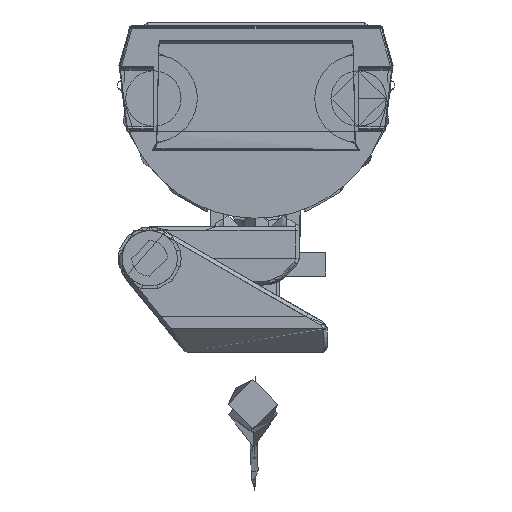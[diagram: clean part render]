
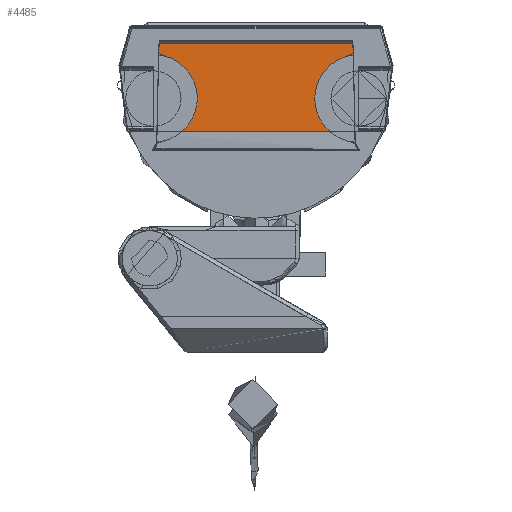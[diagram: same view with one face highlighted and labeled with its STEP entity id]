
A CAD part, left-side view. The second image highlights one B-rep face of the part: STEP entity #4485.
In plain terms, the highlighted planar face has unit normal (-1, 0, 0).
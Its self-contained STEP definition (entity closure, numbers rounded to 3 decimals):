
#2032=B_SPLINE_CURVE_WITH_KNOTS('',1,(#47212,#47213),.UNSPECIFIED.,.F.,
 .F.,(2,2),(0.,24.521),.UNSPECIFIED.);
#4485=ADVANCED_FACE('',(#5738),#23469,.T.);
#5738=FACE_OUTER_BOUND('',#6997,.T.);
#6997=EDGE_LOOP('',(#10835,#10836,#10837,#10838,#10839,#10840,#10841,#10842));
#10835=ORIENTED_EDGE('',*,*,#16025,.T.);
#10836=ORIENTED_EDGE('',*,*,#16026,.T.);
#10837=ORIENTED_EDGE('',*,*,#16027,.T.);
#10838=ORIENTED_EDGE('',*,*,#16028,.T.);
#10839=ORIENTED_EDGE('',*,*,#16029,.T.);
#10840=ORIENTED_EDGE('',*,*,#16030,.T.);
#10841=ORIENTED_EDGE('',*,*,#16031,.T.);
#10842=ORIENTED_EDGE('',*,*,#16032,.T.);
#16025=EDGE_CURVE('',#21851,#21852,#19132,.T.);
#16026=EDGE_CURVE('',#21852,#21853,#2032,.T.);
#16027=EDGE_CURVE('',#21853,#21854,#19133,.T.);
#16028=EDGE_CURVE('',#21854,#21855,#19134,.T.);
#16029=EDGE_CURVE('',#21855,#21856,#19135,.T.);
#16030=EDGE_CURVE('',#21856,#21857,#19136,.T.);
#16031=EDGE_CURVE('',#21857,#21858,#19137,.T.);
#16032=EDGE_CURVE('',#21858,#21851,#19138,.T.);
#19132=(
BOUNDED_CURVE()
B_SPLINE_CURVE(2,(#47207,#47208,#47209,#47210,#47211),.UNSPECIFIED.,.F.,
 .F.)
B_SPLINE_CURVE_WITH_KNOTS((3,2,3),(0.,0.828,1.655),
 .UNSPECIFIED.)
CURVE()
GEOMETRIC_REPRESENTATION_ITEM()
RATIONAL_B_SPLINE_CURVE((1.,0.727,1.,0.727,1.))
REPRESENTATION_ITEM('')
);
#19133=(
BOUNDED_CURVE()
B_SPLINE_CURVE(2,(#47214,#47215,#47216,#47217,#47218),.UNSPECIFIED.,.F.,
 .F.)
B_SPLINE_CURVE_WITH_KNOTS((3,2,3),(0.,0.807,1.615),
 .UNSPECIFIED.)
CURVE()
GEOMETRIC_REPRESENTATION_ITEM()
RATIONAL_B_SPLINE_CURVE((1.,0.727,1.,0.727,1.))
REPRESENTATION_ITEM('')
);
#19134=(
BOUNDED_CURVE()
B_SPLINE_CURVE(2,(#47219,#47220,#47221,#47222,#47223),.UNSPECIFIED.,.F.,
 .F.)
B_SPLINE_CURVE_WITH_KNOTS((3,2,3),(0.,8.796,17.593),
 .UNSPECIFIED.)
CURVE()
GEOMETRIC_REPRESENTATION_ITEM()
RATIONAL_B_SPLINE_CURVE((1.,0.739,1.,0.739,1.))
REPRESENTATION_ITEM('')
);
#19135=(
BOUNDED_CURVE()
B_SPLINE_CURVE(2,(#47224,#47225,#47226,#47227,#47228),.UNSPECIFIED.,.F.,
 .F.)
B_SPLINE_CURVE_WITH_KNOTS((3,2,3),(0.,0.312,0.624),
 .UNSPECIFIED.)
CURVE()
GEOMETRIC_REPRESENTATION_ITEM()
RATIONAL_B_SPLINE_CURVE((1.,0.868,1.,0.868,1.))
REPRESENTATION_ITEM('')
);
#19136=(
BOUNDED_CURVE()
B_SPLINE_CURVE(2,(#47229,#47230,#47231,#47232,#47233),.UNSPECIFIED.,.F.,
 .F.)
B_SPLINE_CURVE_WITH_KNOTS((3,2,3),(0.,15.157,30.314),
 .UNSPECIFIED.)
CURVE()
GEOMETRIC_REPRESENTATION_ITEM()
RATIONAL_B_SPLINE_CURVE((1.,0.88,1.,0.88,1.))
REPRESENTATION_ITEM('')
);
#19137=(
BOUNDED_CURVE()
B_SPLINE_CURVE(2,(#47234,#47235,#47236,#47237,#47238),.UNSPECIFIED.,.F.,
 .F.)
B_SPLINE_CURVE_WITH_KNOTS((3,2,3),(0.,0.312,0.624),
 .UNSPECIFIED.)
CURVE()
GEOMETRIC_REPRESENTATION_ITEM()
RATIONAL_B_SPLINE_CURVE((1.,0.868,1.,0.868,1.))
REPRESENTATION_ITEM('')
);
#19138=(
BOUNDED_CURVE()
B_SPLINE_CURVE(2,(#47239,#47240,#47241,#47242,#47243),.UNSPECIFIED.,.F.,
 .F.)
B_SPLINE_CURVE_WITH_KNOTS((3,2,3),(0.,8.783,17.566),
 .UNSPECIFIED.)
CURVE()
GEOMETRIC_REPRESENTATION_ITEM()
RATIONAL_B_SPLINE_CURVE((1.,0.74,1.,0.74,1.))
REPRESENTATION_ITEM('')
);
#21851=VERTEX_POINT('',#47108);
#21852=VERTEX_POINT('',#47109);
#21853=VERTEX_POINT('',#47110);
#21854=VERTEX_POINT('',#47111);
#21855=VERTEX_POINT('',#47112);
#21856=VERTEX_POINT('',#47113);
#21857=VERTEX_POINT('',#47114);
#21858=VERTEX_POINT('',#47115);
#23469=PLANE('',#24025);
#24025=AXIS2_PLACEMENT_3D('',#44115,#24413,$);
#24413=DIRECTION('',(-1.,0.,0.));
#44115=CARTESIAN_POINT('',(-481.,16.086,-17.948));
#47108=CARTESIAN_POINT('',(-481.,-12.316,3.91));
#47109=CARTESIAN_POINT('',(-481.,-12.253,5.));
#47110=CARTESIAN_POINT('',(-481.,12.267,5.));
#47111=CARTESIAN_POINT('',(-481.,12.327,3.937));
#47112=CARTESIAN_POINT('',(-481.,12.574,-7.912));
#47113=CARTESIAN_POINT('',(-481.,12.804,-8.376));
#47114=CARTESIAN_POINT('',(-481.,-12.789,-8.398));
#47115=CARTESIAN_POINT('',(-481.,-12.56,-7.934));
#47207=CARTESIAN_POINT('',(-481.,-12.316,3.91));
#47208=CARTESIAN_POINT('',(-481.,-12.829,3.969));
#47209=CARTESIAN_POINT('',(-481.,-12.799,4.484));
#47210=CARTESIAN_POINT('',(-481.,-12.77,5.));
#47211=CARTESIAN_POINT('',(-481.,-12.253,5.));
#47212=CARTESIAN_POINT('',(-481.,-12.253,5.));
#47213=CARTESIAN_POINT('',(-481.,12.267,5.));
#47214=CARTESIAN_POINT('',(-481.,12.267,5.));
#47215=CARTESIAN_POINT('',(-481.,12.771,5.));
#47216=CARTESIAN_POINT('',(-481.,12.799,4.497));
#47217=CARTESIAN_POINT('',(-481.,12.828,3.994));
#47218=CARTESIAN_POINT('',(-481.,12.327,3.937));
#47219=CARTESIAN_POINT('',(-481.,12.327,3.937));
#47220=CARTESIAN_POINT('',(-481.,6.939,3.322));
#47221=CARTESIAN_POINT('',(-481.,7.052,-2.1));
#47222=CARTESIAN_POINT('',(-481.,7.165,-7.523));
#47223=CARTESIAN_POINT('',(-481.,12.574,-7.912));
#47224=CARTESIAN_POINT('',(-481.,12.574,-7.912));
#47225=CARTESIAN_POINT('',(-481.,12.746,-7.924));
#47226=CARTESIAN_POINT('',(-481.,12.822,-8.078));
#47227=CARTESIAN_POINT('',(-481.,12.898,-8.232));
#47228=CARTESIAN_POINT('',(-481.,12.804,-8.376));
#47229=CARTESIAN_POINT('',(-481.,12.804,-8.376));
#47230=CARTESIAN_POINT('',(-481.,8.279,-15.293));
#47231=CARTESIAN_POINT('',(-481.,0.014,-15.3));
#47232=CARTESIAN_POINT('',(-481.,-8.252,-15.308));
#47233=CARTESIAN_POINT('',(-481.,-12.789,-8.398));
#47234=CARTESIAN_POINT('',(-481.,-12.789,-8.398));
#47235=CARTESIAN_POINT('',(-481.,-12.884,-8.255));
#47236=CARTESIAN_POINT('',(-481.,-12.808,-8.101));
#47237=CARTESIAN_POINT('',(-481.,-12.732,-7.947));
#47238=CARTESIAN_POINT('',(-481.,-12.56,-7.934));
#47239=CARTESIAN_POINT('',(-481.,-12.56,-7.934));
#47240=CARTESIAN_POINT('',(-481.,-7.163,-7.534));
#47241=CARTESIAN_POINT('',(-481.,-7.052,-2.123));
#47242=CARTESIAN_POINT('',(-481.,-6.94,3.288));
#47243=CARTESIAN_POINT('',(-481.,-12.316,3.91));
